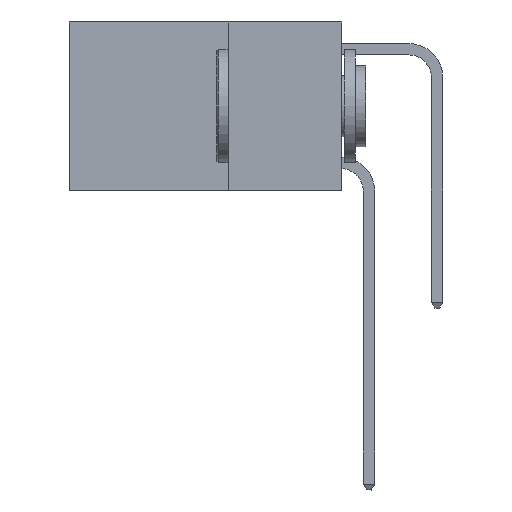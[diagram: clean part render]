
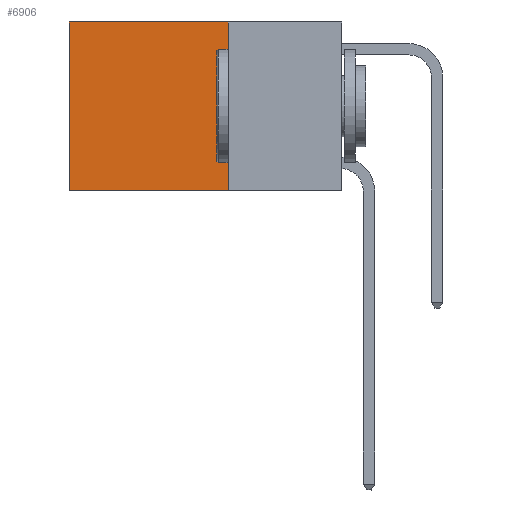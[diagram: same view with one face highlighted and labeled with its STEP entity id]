
A CAD part, left-side view. The second image highlights one B-rep face of the part: STEP entity #6906.
In plain terms, the highlighted planar face has unit normal (-1, 0, 0).
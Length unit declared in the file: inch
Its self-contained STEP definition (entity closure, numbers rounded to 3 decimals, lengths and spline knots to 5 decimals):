
#137 = CARTESIAN_POINT ( 'NONE',  ( 0.2625, 0.6, 0. ) ) ;
#1277 = ORIENTED_EDGE ( 'NONE', *, *, #13265, .T. ) ;
#2503 = DIRECTION ( 'NONE',  ( 1., 0., 0. ) ) ;
#3676 = CARTESIAN_POINT ( 'NONE',  ( 0.2625, 0.6, -0.37 ) ) ;
#4148 = DIRECTION ( 'NONE',  ( 0., 0., -1. ) ) ;
#4332 = CARTESIAN_POINT ( 'NONE',  ( 0.2625, 0.25, -0.37 ) ) ;
#5178 = ORIENTED_EDGE ( 'NONE', *, *, #7647, .F. ) ;
#5446 = VERTEX_POINT ( 'NONE', #3676 ) ;
#5614 = VECTOR ( 'NONE', #11184, 39.37008 ) ;
#5919 = VECTOR ( 'NONE', #7869, 39.37008 ) ;
#6906 = ADVANCED_FACE ( 'NONE', ( #12205 ), #7207, .F. ) ;
#7207 = PLANE ( 'NONE',  #10453 ) ;
#7479 = CARTESIAN_POINT ( 'NONE',  ( 0.2625, 0.25, 0. ) ) ;
#7595 = CARTESIAN_POINT ( 'NONE',  ( 0.2625, 0.25, 0. ) ) ;
#7647 = EDGE_CURVE ( 'NONE', #14727, #5446, #8197, .T. ) ;
#7869 = DIRECTION ( 'NONE',  ( 0., 0., -1. ) ) ;
#7933 = DIRECTION ( 'NONE',  ( 0., 1., 0. ) ) ;
#8051 = VECTOR ( 'NONE', #4148, 39.37008 ) ;
#8197 = LINE ( 'NONE', #4332, #14078 ) ;
#8765 = ORIENTED_EDGE ( 'NONE', *, *, #11753, .F. ) ;
#9536 = LINE ( 'NONE', #14912, #5919 ) ;
#9697 = CARTESIAN_POINT ( 'NONE',  ( 0.2625, 0.25, 0. ) ) ;
#10453 = AXIS2_PLACEMENT_3D ( 'NONE', #9697, #2503, #10870 ) ;
#10870 = DIRECTION ( 'NONE',  ( 0., 0., -1. ) ) ;
#11132 = VERTEX_POINT ( 'NONE', #137 ) ;
#11178 = LINE ( 'NONE', #14780, #8051 ) ;
#11184 = DIRECTION ( 'NONE',  ( 0., 1., 0. ) ) ;
#11608 = VERTEX_POINT ( 'NONE', #7479 ) ;
#11753 = EDGE_CURVE ( 'NONE', #11608, #14727, #9536, .T. ) ;
#12205 = FACE_OUTER_BOUND ( 'NONE', #15136, .T. ) ;
#12342 = LINE ( 'NONE', #7595, #5614 ) ;
#12773 = ORIENTED_EDGE ( 'NONE', *, *, #14906, .T. ) ;
#13254 = CARTESIAN_POINT ( 'NONE',  ( 0.2625, 0.25, -0.37 ) ) ;
#13265 = EDGE_CURVE ( 'NONE', #11608, #11132, #12342, .T. ) ;
#14078 = VECTOR ( 'NONE', #7933, 39.37008 ) ;
#14727 = VERTEX_POINT ( 'NONE', #13254 ) ;
#14780 = CARTESIAN_POINT ( 'NONE',  ( 0.2625, 0.6, 0. ) ) ;
#14906 = EDGE_CURVE ( 'NONE', #11132, #5446, #11178, .T. ) ;
#14912 = CARTESIAN_POINT ( 'NONE',  ( 0.2625, 0.25, 0. ) ) ;
#15136 = EDGE_LOOP ( 'NONE', ( #12773, #5178, #8765, #1277 ) ) ;
